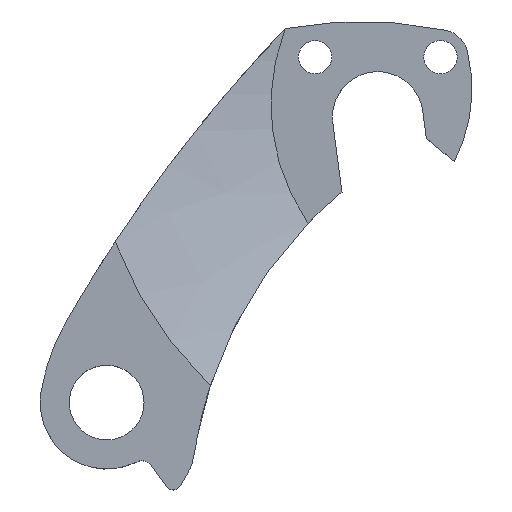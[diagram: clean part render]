
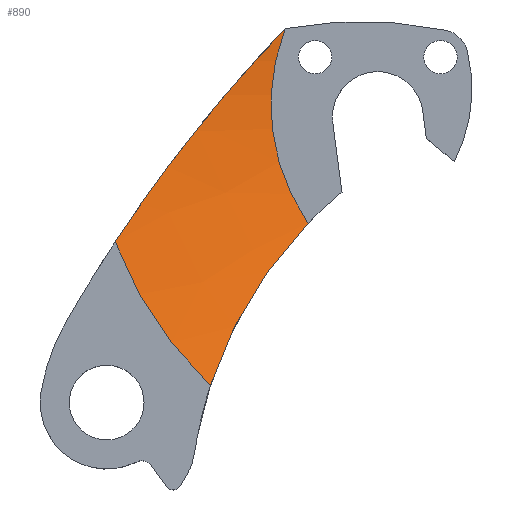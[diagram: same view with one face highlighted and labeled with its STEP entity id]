
A CAD part, top view. The second image highlights one B-rep face of the part: STEP entity #890.
In plain terms, the highlighted conical face has half-angle 71 degrees and reference radius 25 mm.
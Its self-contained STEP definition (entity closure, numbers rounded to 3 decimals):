
#60 = EDGE_CURVE ( 'NONE', #1077, #220, #1032, .T. ) ;
#82 = DIRECTION ( 'NONE',  ( 0., 0., 1. ) ) ;
#89 = CARTESIAN_POINT ( 'NONE',  ( -17.12, -34.592, 10.293 ) ) ;
#111 = ORIENTED_EDGE ( 'NONE', *, *, #291, .T. ) ;
#127 = EDGE_CURVE ( 'NONE', #1077, #231, #1133, .T. ) ;
#162 = CONICAL_SURFACE ( 'NONE', #590, 25., 1.239 ) ;
#164 = CARTESIAN_POINT ( 'NONE',  ( -12.675, -26.149, 7.212 ) ) ;
#177 = CARTESIAN_POINT ( 'NONE',  ( -7.958, -20.076, 4.65 ) ) ;
#215 = DIRECTION ( 'NONE',  ( 1., 0., 0. ) ) ;
#220 = VERTEX_POINT ( 'NONE', #935 ) ;
#223 = DIRECTION ( 'NONE',  ( 0., 0., 1. ) ) ;
#229 = EDGE_LOOP ( 'NONE', ( #904, #111, #457, #875 ) ) ;
#231 = VERTEX_POINT ( 'NONE', #1113 ) ;
#289 = CARTESIAN_POINT ( 'NONE',  ( -28.383, -18.671, 10.743 ) ) ;
#291 = EDGE_CURVE ( 'NONE', #220, #418, #744, .T. ) ;
#321 = AXIS2_PLACEMENT_3D ( 'NONE', #585, #223, #215 ) ;
#325 = CARTESIAN_POINT ( 'NONE',  ( -18.412, -38.236, 11.5 ) ) ;
#337 = CARTESIAN_POINT ( 'NONE',  ( 13.88, -4.387, 11.5 ) ) ;
#353 = CARTESIAN_POINT ( 'NONE',  ( -11.596, -24.567, 6.581 ) ) ;
#379 = CARTESIAN_POINT ( 'NONE',  ( -11.327, 2.736, 4.367 ) ) ;
#384 = CARTESIAN_POINT ( 'NONE',  ( -23.64, -12.018, 8.561 ) ) ;
#418 = VERTEX_POINT ( 'NONE', #1114 ) ;
#441 = FACE_OUTER_BOUND ( 'NONE', #229, .T. ) ;
#457 = ORIENTED_EDGE ( 'NONE', *, *, #559, .T. ) ;
#461 = CARTESIAN_POINT ( 'NONE',  ( -13.199, 0.69, 4.846 ) ) ;
#471 = CARTESIAN_POINT ( 'NONE',  ( -18.584, -5.568, 6.557 ) ) ;
#474 = CARTESIAN_POINT ( 'NONE',  ( -26.838, -16.432, 10. ) ) ;
#513 = CARTESIAN_POINT ( 'NONE',  ( -9.387, 4.759, 4. ) ) ;
#559 = EDGE_CURVE ( 'NONE', #418, #231, #742, .T. ) ;
#585 = CARTESIAN_POINT ( 'NONE',  ( 13.88, -4.387, 4. ) ) ;
#590 = AXIS2_PLACEMENT_3D ( 'NONE', #1103, #651, #735 ) ;
#650 = CARTESIAN_POINT ( 'NONE',  ( -29.876, -20.94, 11.5 ) ) ;
#651 = DIRECTION ( 'NONE',  ( 0., 0., 1. ) ) ;
#695 = DIRECTION ( 'NONE',  ( 1., 0., 0. ) ) ;
#698 = CARTESIAN_POINT ( 'NONE',  ( -7.306, -19.367, 4.326 ) ) ;
#703 = CARTESIAN_POINT ( 'NONE',  ( -9.22, -21.53, 5.296 ) ) ;
#735 = DIRECTION ( 'NONE',  ( 1., 0., 0. ) ) ;
#742 = B_SPLINE_CURVE_WITH_KNOTS ( 'NONE', 3,
 ( #325, #1148, #89, #792, #785, #164, #353, #895, #703, #177, #698, #1079 ),
 .UNSPECIFIED., .F., .F.,
 ( 4, 2, 2, 2, 2, 4 ),
 ( 0., 0.006, 0.012, 0.018, 0.021, 0.024 ),
 .UNSPECIFIED. ) ;
#744 = CIRCLE ( 'NONE', #962, 46.782 ) ;
#785 = CARTESIAN_POINT ( 'NONE',  ( -14.644, -29.42, 8.458 ) ) ;
#792 = CARTESIAN_POINT ( 'NONE',  ( -15.534, -31.109, 9.073 ) ) ;
#875 = ORIENTED_EDGE ( 'NONE', *, *, #127, .F. ) ;
#890 = ADVANCED_FACE ( 'NONE', ( #441 ), #162, .F. ) ;
#895 = CARTESIAN_POINT ( 'NONE',  ( -9.831, -22.277, 5.619 ) ) ;
#904 = ORIENTED_EDGE ( 'NONE', *, *, #60, .T. ) ;
#922 = CARTESIAN_POINT ( 'NONE',  ( -9.387, 4.759, 4. ) ) ;
#935 = CARTESIAN_POINT ( 'NONE',  ( -29.876, -20.94, 11.5 ) ) ;
#962 = AXIS2_PLACEMENT_3D ( 'NONE', #337, #82, #695 ) ;
#1014 = CARTESIAN_POINT ( 'NONE',  ( -21.99, -9.846, 7.867 ) ) ;
#1032 = B_SPLINE_CURVE_WITH_KNOTS ( 'NONE', 3,
 ( #922, #379, #461, #1093, #471, #1014, #384, #474, #289, #650 ),
 .UNSPECIFIED., .F., .F.,
 ( 4, 2, 2, 2, 4 ),
 ( 0., 0.008, 0.017, 0.025, 0.034 ),
 .UNSPECIFIED. ) ;
#1077 = VERTEX_POINT ( 'NONE', #513 ) ;
#1079 = CARTESIAN_POINT ( 'NONE',  ( -6.634, -18.677, 4. ) ) ;
#1093 = CARTESIAN_POINT ( 'NONE',  ( -16.828, -3.462, 5.942 ) ) ;
#1103 = CARTESIAN_POINT ( 'NONE',  ( 13.88, -4.387, 4. ) ) ;
#1113 = CARTESIAN_POINT ( 'NONE',  ( -6.634, -18.677, 4. ) ) ;
#1114 = CARTESIAN_POINT ( 'NONE',  ( -18.412, -38.236, 11.5 ) ) ;
#1133 = CIRCLE ( 'NONE', #321, 25. ) ;
#1148 = CARTESIAN_POINT ( 'NONE',  ( -17.816, -36.387, 10.898 ) ) ;
